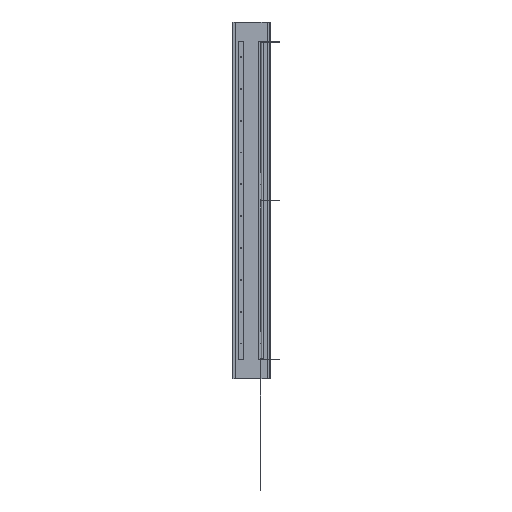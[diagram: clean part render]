
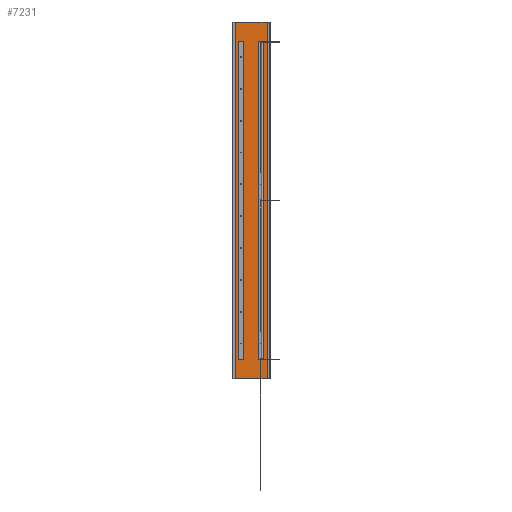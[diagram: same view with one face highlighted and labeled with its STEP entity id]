
A CAD part, front view. The second image highlights one B-rep face of the part: STEP entity #7231.
In plain terms, the highlighted free-form (B-spline) face has degree [1, 1] with [2, 2] control points.
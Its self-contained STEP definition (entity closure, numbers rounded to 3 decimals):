
#6965 = VERTEX_POINT('',#6966);
#6966 = CARTESIAN_POINT('',(308.107,1386.232,
    -1278.117));
#6971 = EDGE_CURVE('',#6972,#6965,#6974,.T.);
#6972 = VERTEX_POINT('',#6973);
#6973 = CARTESIAN_POINT('',(46.198,1386.232,
    -1278.117));
#6974 = B_SPLINE_CURVE_WITH_KNOTS('',1,(#6975,#6976),.UNSPECIFIED.,.F.,
  .F.,(2,2),(0.,250.),.PIECEWISE_BEZIER_KNOTS.);
#6975 = CARTESIAN_POINT('',(46.198,1386.232,
    -1278.117));
#6976 = CARTESIAN_POINT('',(308.107,1386.232,
    -1278.117));
#7216 = VERTEX_POINT('',#7217);
#7217 = CARTESIAN_POINT('',(308.107,1386.232,
    1655.267));
#7222 = EDGE_CURVE('',#6965,#7216,#7223,.T.);
#7223 = B_SPLINE_CURVE_WITH_KNOTS('',1,(#7224,#7225),.UNSPECIFIED.,.F.,
  .F.,(2,2),(0.,2800.),.PIECEWISE_BEZIER_KNOTS.);
#7224 = CARTESIAN_POINT('',(308.107,1386.232,
    -1278.117));
#7225 = CARTESIAN_POINT('',(308.107,1386.232,
    1655.267));
#7231 = ADVANCED_FACE('',(#7232),#7248,.T.);
#7232 = FACE_BOUND('',#7233,.T.);
#7233 = EDGE_LOOP('',(#7234,#7235,#7236,#7243));
#7234 = ORIENTED_EDGE('',*,*,#6971,.T.);
#7235 = ORIENTED_EDGE('',*,*,#7222,.T.);
#7236 = ORIENTED_EDGE('',*,*,#7237,.F.);
#7237 = EDGE_CURVE('',#7238,#7216,#7240,.T.);
#7238 = VERTEX_POINT('',#7239);
#7239 = CARTESIAN_POINT('',(46.198,1386.232,
    1655.267));
#7240 = B_SPLINE_CURVE_WITH_KNOTS('',1,(#7241,#7242),.UNSPECIFIED.,.F.,
  .F.,(2,2),(0.,250.),.PIECEWISE_BEZIER_KNOTS.);
#7241 = CARTESIAN_POINT('',(46.198,1386.232,
    1655.267));
#7242 = CARTESIAN_POINT('',(308.107,1386.232,
    1655.267));
#7243 = ORIENTED_EDGE('',*,*,#7244,.F.);
#7244 = EDGE_CURVE('',#6972,#7238,#7245,.T.);
#7245 = B_SPLINE_CURVE_WITH_KNOTS('',1,(#7246,#7247),.UNSPECIFIED.,.F.,
  .F.,(2,2),(0.,2800.),.PIECEWISE_BEZIER_KNOTS.);
#7246 = CARTESIAN_POINT('',(46.198,1386.232,
    -1278.117));
#7247 = CARTESIAN_POINT('',(46.198,1386.232,
    1655.267));
#7248 = B_SPLINE_SURFACE_WITH_KNOTS('',1,1,(
    (#7249,#7250)
    ,(#7251,#7252
    )),.UNSPECIFIED.,.F.,.F.,.F.,(2,2),(2,2),(0.,250.),(0.,2800.),
  .PIECEWISE_BEZIER_KNOTS.);
#7249 = CARTESIAN_POINT('',(46.198,1386.232,
    -1278.117));
#7250 = CARTESIAN_POINT('',(46.198,1386.232,
    1655.267));
#7251 = CARTESIAN_POINT('',(308.107,1386.232,
    -1278.117));
#7252 = CARTESIAN_POINT('',(308.107,1386.232,
    1655.267));
